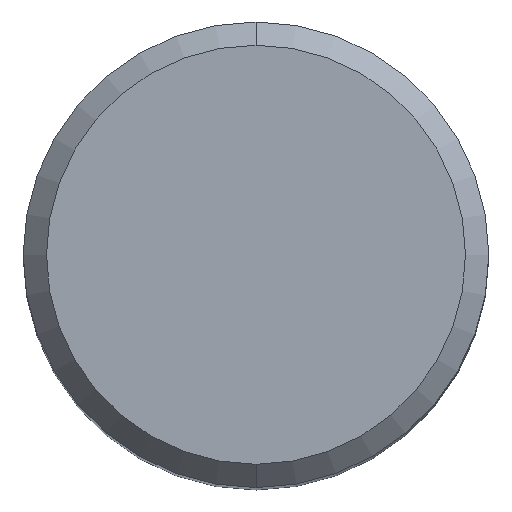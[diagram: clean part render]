
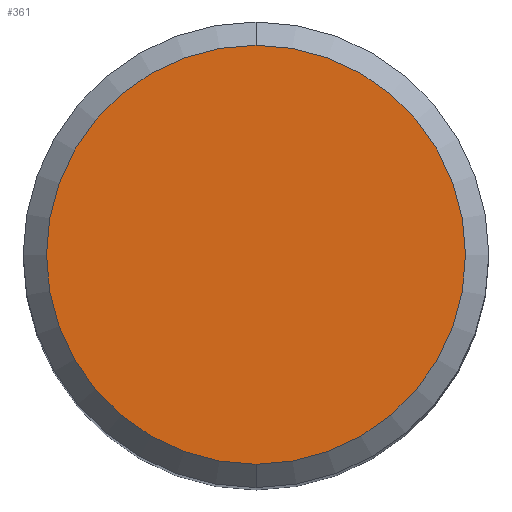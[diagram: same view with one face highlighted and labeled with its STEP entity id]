
A CAD part, top view. The second image highlights one B-rep face of the part: STEP entity #361.
In plain terms, the highlighted planar face has unit normal (0, 0, 1).
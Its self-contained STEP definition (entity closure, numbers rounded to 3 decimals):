
#339=VERTEX_POINT('',#663);
#361=ADVANCED_FACE('',(#688),#689,.T.);
#401=EDGE_CURVE('',#339,#433,#733,.T.);
#433=VERTEX_POINT('',#767);
#463=EDGE_CURVE('',#433,#339,#800,.T.);
#663=CARTESIAN_POINT('',(0.,-7.2,0.0));
#688=FACE_OUTER_BOUND('',#1243,.T.);
#689=PLANE('',#1244);
#733=CIRCLE('',#1331,7.2);
#767=CARTESIAN_POINT('',(0.0,7.2,0.0));
#800=CIRCLE('',#1507,7.2);
#1243=EDGE_LOOP('',(#1745,#1746));
#1244=AXIS2_PLACEMENT_3D('',#1747,#1748,#1749);
#1331=AXIS2_PLACEMENT_3D('',#1801,#1802,#1803);
#1507=AXIS2_PLACEMENT_3D('',#1866,#1867,#1868);
#1745=ORIENTED_EDGE('',*,*,#463,.F.);
#1746=ORIENTED_EDGE('',*,*,#401,.F.);
#1747=CARTESIAN_POINT('',(0.0,3.6,0.0));
#1748=DIRECTION('',(-0.0,0.0,1.0));
#1749=DIRECTION('',(0.0,-1.0,0.0));
#1801=CARTESIAN_POINT('',(0.0,0.0,0.0));
#1802=DIRECTION('',(0.0,0.0,-1.0));
#1803=DIRECTION('',(0.0,1.0,0.0));
#1866=CARTESIAN_POINT('',(0.0,0.0,0.0));
#1867=DIRECTION('',(0.0,0.0,-1.0));
#1868=DIRECTION('',(0.0,1.0,0.0));
